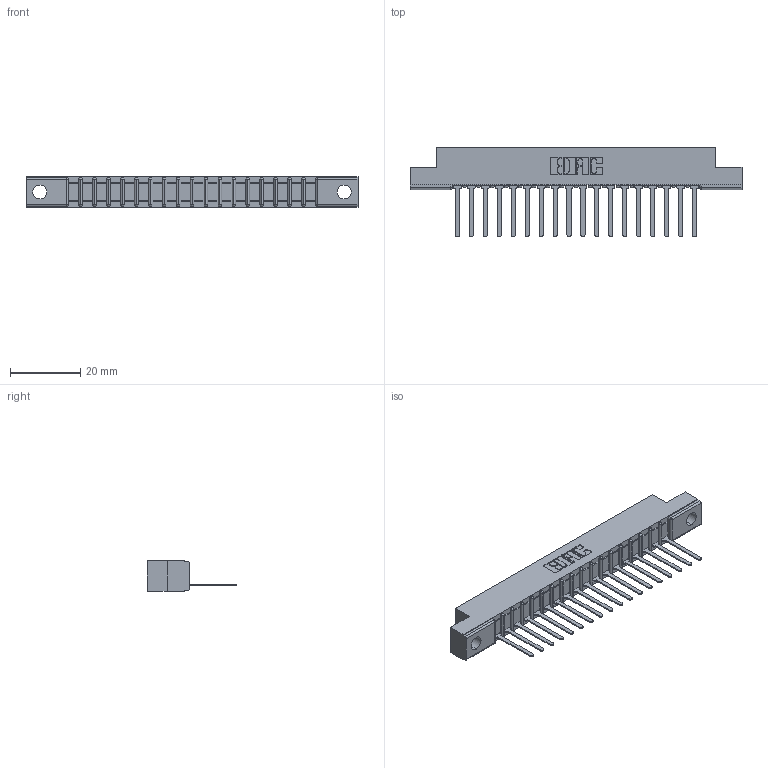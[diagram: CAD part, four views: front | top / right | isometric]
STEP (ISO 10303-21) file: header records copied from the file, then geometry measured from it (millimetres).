
FILE_DESCRIPTION (( 'STEP AP203' ), '1' );
FILE_NAME ('307-018-447-102.STEP', '2020-09-25T23:36:11', ( '' ), ( '' ), 'SwSTEP 2.0', 'SolidWorks 2020', '' );
FILE_SCHEMA (( 'CONFIG_CONTROL_DESIGN' ));
Length unit declared in the file: inch
Products named in the file (3): 307-018-447-102; 307 Part_.128 Dia Mounting Holes; 307-290-001_547
Assembly tree (19 placements, depth 2):
  307-018-447-102
    307 Part_.128 Dia Mounting Holes
    307-290-001_547  x18
Bounding box: 94.34 x 25.43 x 8.71 mm (x, y, z)
Volume: 5919.7 mm3; surface area: 9105.8 mm2
Topology: 19 solids, 19 shells, 1145 faces, 3239 edges, 2082 vertices
Faces by surface type: plane 736, cylinder 371, sphere 38
Entity records: 18360 total; most frequent: CARTESIAN_POINT 3084, ORIENTED_EDGE 3070, DIRECTION 3013, EDGE_CURVE 1535, VECTOR 1167, LINE 1167, VERTEX_POINT 994, AXIS2_PLACEMENT_3D 923
